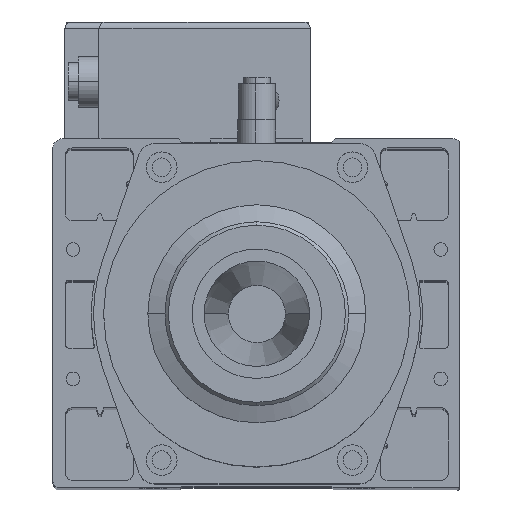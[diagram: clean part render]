
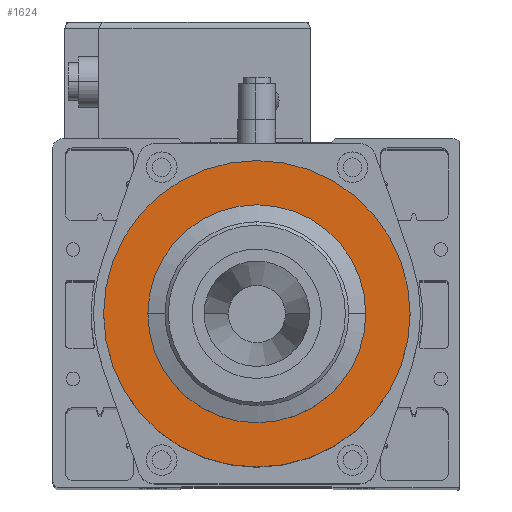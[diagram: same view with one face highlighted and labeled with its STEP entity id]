
A CAD part, top view. The second image highlights one B-rep face of the part: STEP entity #1624.
In plain terms, the highlighted planar face has unit normal (0, 0, 1).
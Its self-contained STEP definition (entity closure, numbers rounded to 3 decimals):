
#508 = DIRECTION ( 'NONE',  ( -1., 0., 0. ) ) ;
#1124 = ORIENTED_EDGE ( 'NONE', *, *, #10595, .F. ) ;
#1617 = CARTESIAN_POINT ( 'NONE',  ( 0., 0., 53. ) ) ;
#1624 = ADVANCED_FACE ( 'NONE', ( #5584, #13776 ), #18776, .F. ) ;
#3506 = CARTESIAN_POINT ( 'NONE',  ( -32., 0., 53. ) ) ;
#3945 = CIRCLE ( 'NONE', #10693, 45. ) ;
#4077 = VERTEX_POINT ( 'NONE', #8833 ) ;
#4938 = CARTESIAN_POINT ( 'NONE',  ( 0., 0., 53. ) ) ;
#5584 = FACE_BOUND ( 'NONE', #10589, .T. ) ;
#5775 = AXIS2_PLACEMENT_3D ( 'NONE', #4938, #6695, #508 ) ;
#6341 = CARTESIAN_POINT ( 'NONE',  ( 45., 0., 53. ) ) ;
#6472 = CARTESIAN_POINT ( 'NONE',  ( 32., 0., 53. ) ) ;
#6695 = DIRECTION ( 'NONE',  ( 0., 0., 1. ) ) ;
#6736 = AXIS2_PLACEMENT_3D ( 'NONE', #16766, #7567, #10652 ) ;
#7035 = CIRCLE ( 'NONE', #6736, 45. ) ;
#7567 = DIRECTION ( 'NONE',  ( 0., 0., -1. ) ) ;
#7593 = VERTEX_POINT ( 'NONE', #3506 ) ;
#7681 = DIRECTION ( 'NONE',  ( -1., 0., 0. ) ) ;
#8753 = AXIS2_PLACEMENT_3D ( 'NONE', #1617, #14043, #7681 ) ;
#8833 = CARTESIAN_POINT ( 'NONE',  ( 45., 0., 53. ) ) ;
#9057 = DIRECTION ( 'NONE',  ( -1., 0., 0. ) ) ;
#9579 = DIRECTION ( 'NONE',  ( -1., 0., 0. ) ) ;
#9724 = EDGE_LOOP ( 'NONE', ( #1124, #14063 ) ) ;
#9988 = EDGE_CURVE ( 'NONE', #7593, #18358, #19186, .T. ) ;
#10172 = EDGE_CURVE ( 'NONE', #18358, #7593, #17740, .T. ) ;
#10589 = EDGE_LOOP ( 'NONE', ( #17496, #15546 ) ) ;
#10595 = EDGE_CURVE ( 'NONE', #12550, #4077, #3945, .T. ) ;
#10652 = DIRECTION ( 'NONE',  ( -1., 0., 0. ) ) ;
#10693 = AXIS2_PLACEMENT_3D ( 'NONE', #11103, #12194, #9057 ) ;
#11100 = DIRECTION ( 'NONE',  ( 0., 0., -1. ) ) ;
#11103 = CARTESIAN_POINT ( 'NONE',  ( 0., 0., 53. ) ) ;
#11903 = CARTESIAN_POINT ( 'NONE',  ( -45., 0., 53. ) ) ;
#12194 = DIRECTION ( 'NONE',  ( 0., 0., -1. ) ) ;
#12550 = VERTEX_POINT ( 'NONE', #11903 ) ;
#12804 = EDGE_CURVE ( 'NONE', #4077, #12550, #7035, .T. ) ;
#13776 = FACE_OUTER_BOUND ( 'NONE', #9724, .T. ) ;
#14043 = DIRECTION ( 'NONE',  ( 0., 0., 1. ) ) ;
#14063 = ORIENTED_EDGE ( 'NONE', *, *, #12804, .F. ) ;
#15546 = ORIENTED_EDGE ( 'NONE', *, *, #10172, .F. ) ;
#16766 = CARTESIAN_POINT ( 'NONE',  ( 0., 0., 53. ) ) ;
#17496 = ORIENTED_EDGE ( 'NONE', *, *, #9988, .F. ) ;
#17740 = CIRCLE ( 'NONE', #5775, 32. ) ;
#18358 = VERTEX_POINT ( 'NONE', #6472 ) ;
#18776 = PLANE ( 'NONE',  #19168 ) ;
#19168 = AXIS2_PLACEMENT_3D ( 'NONE', #6341, #11100, #9579 ) ;
#19186 = CIRCLE ( 'NONE', #8753, 32. ) ;
